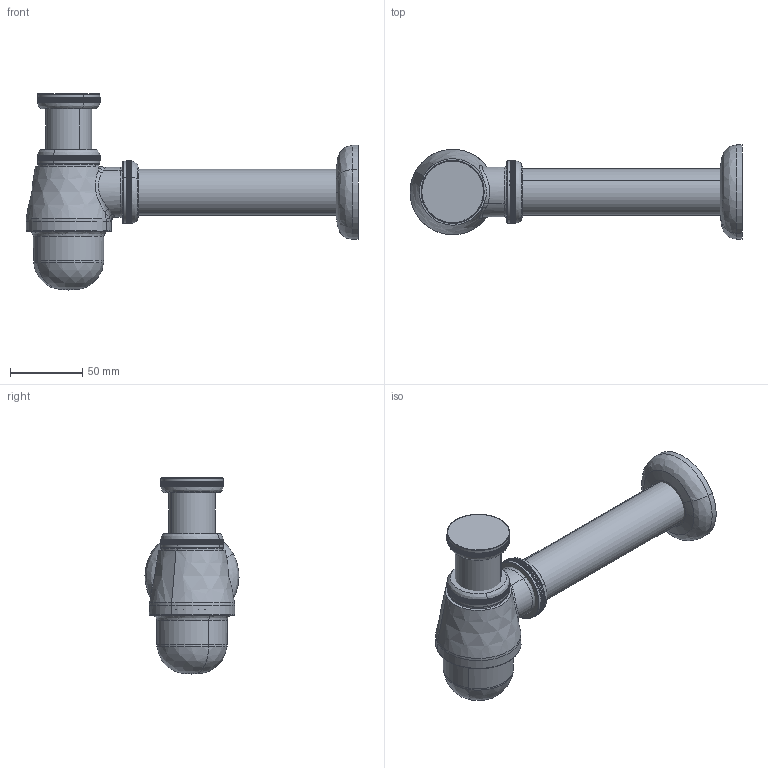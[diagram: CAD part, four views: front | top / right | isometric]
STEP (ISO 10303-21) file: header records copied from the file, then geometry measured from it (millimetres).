
FILE_DESCRIPTION(('CAx-IF Rec.Pracs.---Model Styling and Organization---1.2---2011-12-15','CAx-IF Rec.Pracs.---Geometric and Assembly Validation Properties---4.1---2014-06-16','CAx-IF Rec.Pracs.---PMI Polyline Presentation---2.0---2013-05-24'),'2;1');
FILE_NAME('1000122471_PPR_000.stp','2018-01-09T12:22:01+01:00',(''),(''),'STEP Interface 4.1 by CT CoreTechnologie','3D_Evolution4.1 by CT CoreTechnologie','');
FILE_SCHEMA(('AP203_CONFIGURATION_CONTROLLED_3D_DESIGN_OF_MECHANICAL_PARTS_AND_ASSEMBLIES_MIM_LF'));
Length unit declared in the file: millimetre
Products named in the file (8): P_2 Bidet-Tassensiphon 1 1_4 Z 1000122471_PPR_000_A0; P_2 Oberteil Tassensiphon 1 1_4 x 1 1_4 1000119379_PPA_000_A0; P_2 Becher Bidet-Tassensiphon 1000122480_PPA_000_A0; P_2 Siphon Mutter Viega 1_1_4 Zoll 1000119381_PPA_000_A0; P_2 Formdichtung Tassensiphon 1000119382_PPA_000_A0; P_2 HG SCHIEBEROHR 11_4X75  M.B. 1000119383_PPA_000_A0; P_2 Rohr D32 x 190 L=165mm 1000122484_PPA_000_A0; P_2 Siphonrosette 1_1_4Zoll D64 1000119386_PPA_000_A0
Assembly tree (9 placements, depth 2):
  P_2 Bidet-Tassensiphon 1 1_4 Z 1000122471_PPR_000_A0
    P_2 Oberteil Tassensiphon 1 1_4 x 1 1_4 1000119379_PPA_000_A0
    P_2 Becher Bidet-Tassensiphon 1000122480_PPA_000_A0
    P_2 Siphon Mutter Viega 1_1_4 Zoll 1000119381_PPA_000_A0  x3
    P_2 Formdichtung Tassensiphon 1000119382_PPA_000_A0
    P_2 HG SCHIEBEROHR 11_4X75  M.B. 1000119383_PPA_000_A0
    P_2 Rohr D32 x 190 L=165mm 1000122484_PPA_000_A0
    P_2 Siphonrosette 1_1_4Zoll D64 1000119386_PPA_000_A0
Bounding box: 229.49 x 64.98 x 135.5 mm (x, y, z)
Volume: 486354.1 mm3; surface area: 76333.3 mm2
Topology: 9 solids, 9 shells, 2601 faces, 7273 edges, 4691 vertices
Faces by surface type: plane 1678, cylinder 862, bspline 61
Entity records: 42212 total; most frequent: CARTESIAN_POINT 7800, DIRECTION 5373, ORIENTED_EDGE 5072, EDGE_CURVE 2536, AXIS2_PLACEMENT_3D 1966, VERTEX_POINT 1629, VECTOR 1441, LINE 1441
